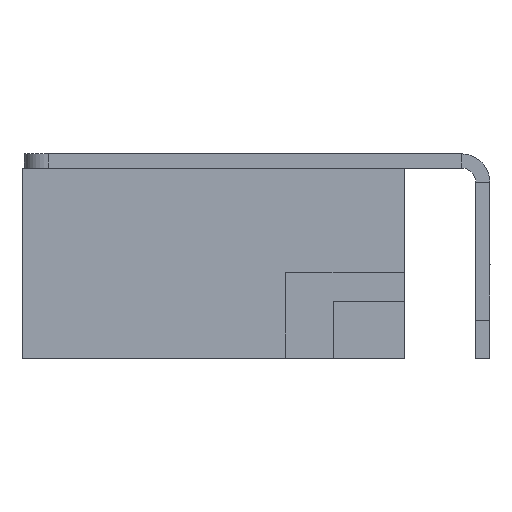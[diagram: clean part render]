
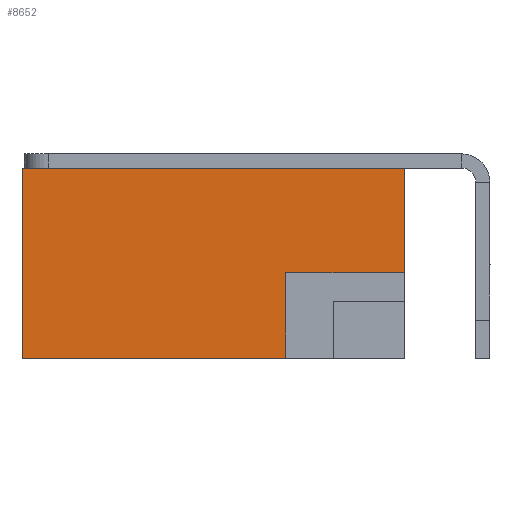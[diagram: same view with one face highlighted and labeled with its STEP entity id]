
A CAD part, left-side view. The second image highlights one B-rep face of the part: STEP entity #8652.
In plain terms, the highlighted planar face has unit normal (-1, 0, 0).
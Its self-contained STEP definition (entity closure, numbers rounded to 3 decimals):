
#8652=ADVANCED_FACE('',(#18727),#18729,.T.);
#18727=FACE_BOUND('',#18728,.T.);
#18728=EDGE_LOOP('',(#23955,#23956,#23957,#23958,#23959,#23960));
#18729=PLANE('',#18730);
#18730=AXIS2_PLACEMENT_3D('',#18731,#18732,#18733);
#18731=CARTESIAN_POINT('',(-9.,0.,2.));
#18732=DIRECTION('',(-1.,0.,0.));
#18733=DIRECTION('',(0.,0.,1.));
#23955=ORIENTED_EDGE('',*,*,#26602,.F.);
#23956=ORIENTED_EDGE('',*,*,#26492,.F.);
#23957=ORIENTED_EDGE('',*,*,#26621,.T.);
#23958=ORIENTED_EDGE('',*,*,#26586,.T.);
#23959=ORIENTED_EDGE('',*,*,#26619,.F.);
#23960=ORIENTED_EDGE('',*,*,#26563,.F.);
#26492=EDGE_CURVE('',#30751,#30753,#30754,.T.);
#26563=EDGE_CURVE('',#30878,#30869,#30880,.T.);
#26586=EDGE_CURVE('',#30923,#30920,#30924,.T.);
#26602=EDGE_CURVE('',#30753,#30878,#30945,.T.);
#26619=EDGE_CURVE('',#30869,#30920,#30962,.T.);
#26621=EDGE_CURVE('',#30751,#30923,#30964,.T.);
#30751=VERTEX_POINT('',#48625);
#30753=VERTEX_POINT('',#48629);
#30754=LINE('',#48630,#48631);
#30869=VERTEX_POINT('',#48877);
#30878=VERTEX_POINT('',#48894);
#30880=LINE('',#48898,#48899);
#30920=VERTEX_POINT('',#48982);
#30923=VERTEX_POINT('',#48987);
#30924=LINE('',#48988,#48989);
#30945=LINE('',#49041,#49042);
#30962=LINE('',#49092,#49093);
#30964=LINE('',#49098,#49099);
#48625=CARTESIAN_POINT('',(-9.,-4.025,2.));
#48629=CARTESIAN_POINT('',(-9.,-4.025,-0.2));
#48630=CARTESIAN_POINT('',(-9.,-4.025,2.));
#48631=VECTOR('',#48632,1.);
#48632=DIRECTION('',(0.,0.,-1.));
#48877=CARTESIAN_POINT('',(-9.,-1.525,-2.));
#48894=CARTESIAN_POINT('',(-9.,-1.525,-0.2));
#48898=CARTESIAN_POINT('',(-9.,-1.525,-0.2));
#48899=VECTOR('',#48900,1.);
#48900=DIRECTION('',(0.,0.,-1.));
#48982=CARTESIAN_POINT('',(-9.,4.025,-2.));
#48987=CARTESIAN_POINT('',(-9.,4.025,2.));
#48988=CARTESIAN_POINT('',(-9.,4.025,2.));
#48989=VECTOR('',#48990,1.);
#48990=DIRECTION('',(0.,0.,-1.));
#49041=CARTESIAN_POINT('',(-9.,-4.025,-0.2));
#49042=VECTOR('',#49043,1.);
#49043=DIRECTION('',(0.,1.,0.));
#49092=CARTESIAN_POINT('',(-9.,-1.525,-2.));
#49093=VECTOR('',#49094,1.);
#49094=DIRECTION('',(0.,1.,0.));
#49098=CARTESIAN_POINT('',(-9.,-4.025,2.));
#49099=VECTOR('',#49100,1.);
#49100=DIRECTION('',(0.,1.,0.));
